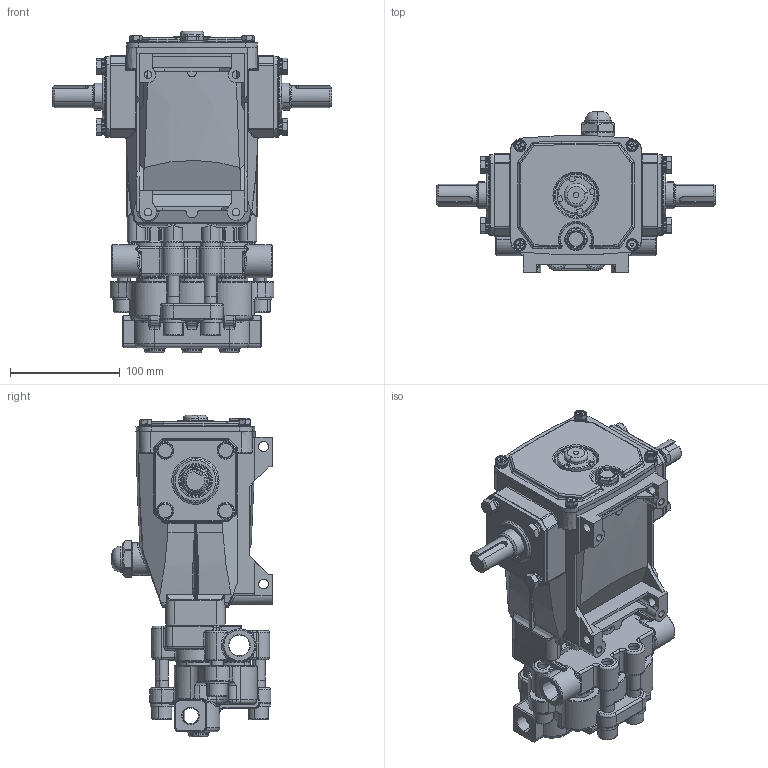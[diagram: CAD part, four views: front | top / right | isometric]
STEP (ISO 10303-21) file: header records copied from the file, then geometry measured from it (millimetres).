
FILE_DESCRIPTION (( 'STEP AP203' ), '1' );
FILE_NAME ('5CP6251.STEP', '2015-01-30T14:33:47', ( 'IT' ), ( 'Microsoft' ), 'SwSTEP 2.0', 'SolidWorks 2015', '' );
FILE_SCHEMA (( 'CONFIG_CONTROL_DESIGN' ));
Length unit declared in the file: inch
Products named in the file (1): 5CP6251
Bounding box: 254 x 146.2 x 292.35 mm (x, y, z)
Surface area: 260219.8 mm2 (no closed solid volume)
Topology: 0 solids, 74 shells, 1972 faces, 5515 edges, 3537 vertices
Faces by surface type: cylinder 696, plane 539, torus 417, bspline 159, cone 130, sphere 31
Entity records: 76245 total; most frequent: CARTESIAN_POINT 26817, DIRECTION 10670, ORIENTED_EDGE 9807, EDGE_CURVE 5477, AXIS2_PLACEMENT_3D 4332, VERTEX_POINT 3534, CIRCLE 2518, EDGE_LOOP 2138
